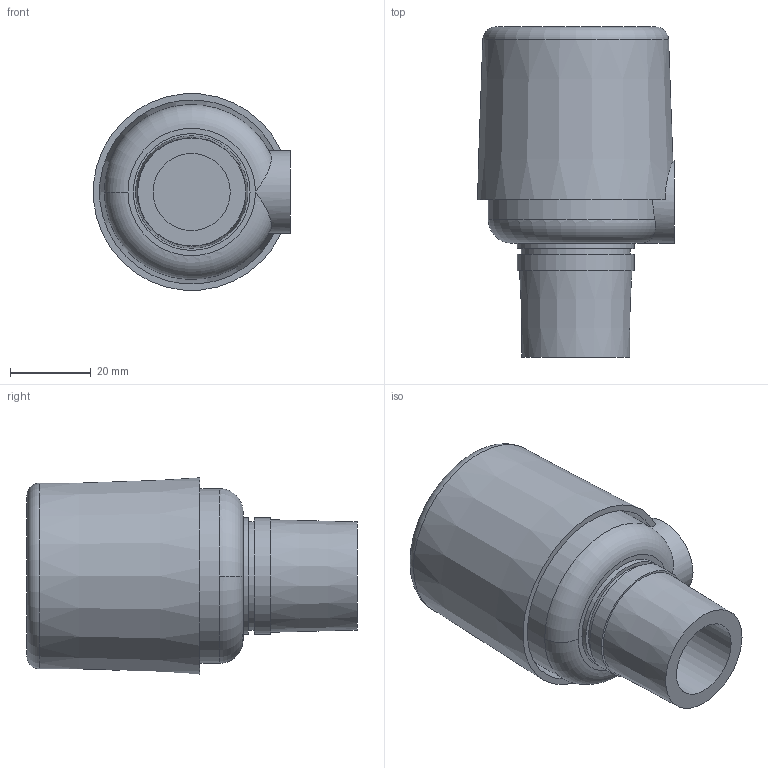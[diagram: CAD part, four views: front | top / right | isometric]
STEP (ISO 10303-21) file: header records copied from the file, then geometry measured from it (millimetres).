
FILE_DESCRIPTION(/* description */ ('This is default description.','CAx-IF Rec.Pracs.---Representation and Presentation of Product Manufacturing Information (PMI)---4.0---2014-10-13'),/* implementation_level */ '2;1');
FILE_NAME(/* name */ 'Victaulic-FP-Emitter Series 953 (Brass)_0.25.stp',/* time_stamp */ '2020-01-08T17:24:38+06:00',/* author */ ('Vjadhav'),/* organization */ ('Victaulic'),/* preprocessor_version */ 'ST-DEVELOPER v17',/* originating_system */ 'Autodesk Inventor 2019',/* authorisation */ '');
FILE_SCHEMA (('AP242_MANAGED_MODEL_BASED_3D_ENGINEERING_MIM_LF { 1 0 10303 442 1 1 4 }'));
Length unit declared in the file: inch
Products named in the file (2): 953 (Brass)-0.25; 953-0.25
Assembly tree (1 placements, depth 2):
  953 (Brass)-0.25
    953-0.25
Bounding box: 48.61 x 81.53 x 48.47 mm (x, y, z)
Volume: 57689 mm3; surface area: 25560.9 mm2
Topology: 1 solids, 1 shells, 39 faces, 94 edges, 69 vertices
Faces by surface type: plane 17, cylinder 12, torus 7, cone 3
Full cylindrical faces by diameter (mm): 3.556 x2, 13.716 x1, 19.05 x1, 20.32 x2, 26.67 x1, 26.899 x1, 28.829 x3
Entity records: 1400 total; most frequent: CARTESIAN_POINT 304, DIRECTION 236, ORIENTED_EDGE 188, AXIS2_PLACEMENT_3D 110, EDGE_CURVE 94, VERTEX_POINT 69, CIRCLE 68, EDGE_LOOP 51
